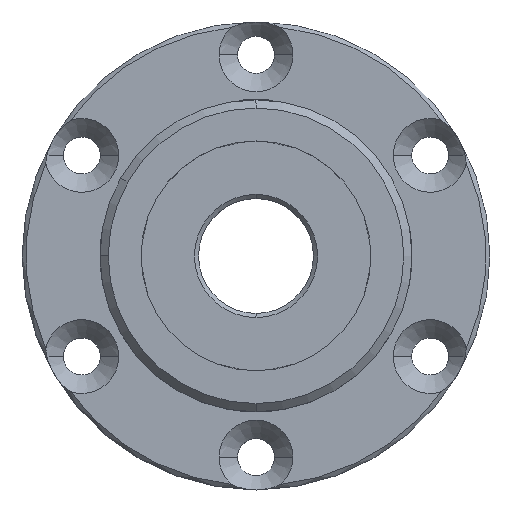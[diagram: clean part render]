
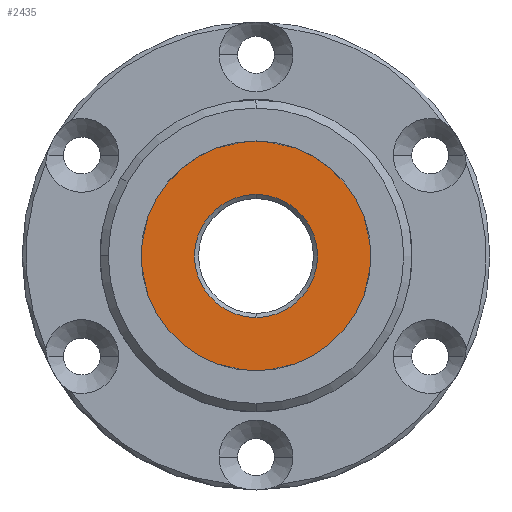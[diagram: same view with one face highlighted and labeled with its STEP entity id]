
A CAD part, top view. The second image highlights one B-rep face of the part: STEP entity #2435.
In plain terms, the highlighted planar face has unit normal (0, 0, 1).
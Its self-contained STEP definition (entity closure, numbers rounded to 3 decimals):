
#44 = DIRECTION ( 'NONE',  ( 0., 0., 1. ) ) ;
#66 = DIRECTION ( 'NONE',  ( 0., 0., 1. ) ) ;
#103 = EDGE_LOOP ( 'NONE', ( #2032, #1630 ) ) ;
#318 = DIRECTION ( 'NONE',  ( 0., 0., 1. ) ) ;
#343 = CIRCLE ( 'NONE', #2242, 14. ) ;
#496 = AXIS2_PLACEMENT_3D ( 'NONE', #1551, #869, #835 ) ;
#835 = DIRECTION ( 'NONE',  ( -1., 0., 0. ) ) ;
#862 = CARTESIAN_POINT ( 'NONE',  ( 0., -7.5, -2. ) ) ;
#869 = DIRECTION ( 'NONE',  ( 0., 0., -1. ) ) ;
#896 = AXIS2_PLACEMENT_3D ( 'NONE', #2125, #318, #1675 ) ;
#950 = CIRCLE ( 'NONE', #2293, 7.5 ) ;
#995 = EDGE_LOOP ( 'NONE', ( #1961, #2145 ) ) ;
#1085 = CARTESIAN_POINT ( 'NONE',  ( 0., 7.5, -2. ) ) ;
#1125 = DIRECTION ( 'NONE',  ( 0., 0., 1. ) ) ;
#1412 = CARTESIAN_POINT ( 'NONE',  ( 0., 0., -2. ) ) ;
#1448 = CARTESIAN_POINT ( 'NONE',  ( 0., 0., -2. ) ) ;
#1551 = CARTESIAN_POINT ( 'NONE',  ( 0., 7., -2. ) ) ;
#1587 = EDGE_CURVE ( 'NONE', #2875, #1975, #343, .T. ) ;
#1630 = ORIENTED_EDGE ( 'NONE', *, *, #1639, .F. ) ;
#1639 = EDGE_CURVE ( 'NONE', #2421, #2493, #950, .T. ) ;
#1675 = DIRECTION ( 'NONE',  ( -1., 0., 0. ) ) ;
#1678 = DIRECTION ( 'NONE',  ( 0., -1., 0. ) ) ;
#1759 = CIRCLE ( 'NONE', #2842, 7.5 ) ;
#1762 = PLANE ( 'NONE',  #496 ) ;
#1857 = FACE_OUTER_BOUND ( 'NONE', #995, .T. ) ;
#1882 = DIRECTION ( 'NONE',  ( -1., 0., 0. ) ) ;
#1951 = EDGE_CURVE ( 'NONE', #2493, #2421, #1759, .T. ) ;
#1961 = ORIENTED_EDGE ( 'NONE', *, *, #2729, .T. ) ;
#1975 = VERTEX_POINT ( 'NONE', #2059 ) ;
#2032 = ORIENTED_EDGE ( 'NONE', *, *, #1951, .F. ) ;
#2036 = FACE_BOUND ( 'NONE', #103, .T. ) ;
#2059 = CARTESIAN_POINT ( 'NONE',  ( -14., 0., -2. ) ) ;
#2125 = CARTESIAN_POINT ( 'NONE',  ( 0., 0., -2. ) ) ;
#2145 = ORIENTED_EDGE ( 'NONE', *, *, #1587, .T. ) ;
#2183 = CARTESIAN_POINT ( 'NONE',  ( 14., 0., -2. ) ) ;
#2242 = AXIS2_PLACEMENT_3D ( 'NONE', #1412, #44, #1882 ) ;
#2293 = AXIS2_PLACEMENT_3D ( 'NONE', #1448, #66, #1678 ) ;
#2421 = VERTEX_POINT ( 'NONE', #862 ) ;
#2435 = ADVANCED_FACE ( 'NONE', ( #2036, #1857 ), #1762, .F. ) ;
#2493 = VERTEX_POINT ( 'NONE', #1085 ) ;
#2522 = CIRCLE ( 'NONE', #896, 14. ) ;
#2706 = DIRECTION ( 'NONE',  ( 0., -1., 0. ) ) ;
#2714 = CARTESIAN_POINT ( 'NONE',  ( 0., 0., -2. ) ) ;
#2729 = EDGE_CURVE ( 'NONE', #1975, #2875, #2522, .T. ) ;
#2842 = AXIS2_PLACEMENT_3D ( 'NONE', #2714, #1125, #2706 ) ;
#2875 = VERTEX_POINT ( 'NONE', #2183 ) ;
